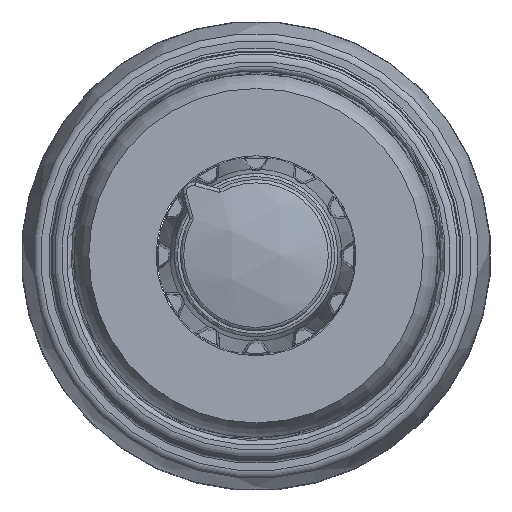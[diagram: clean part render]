
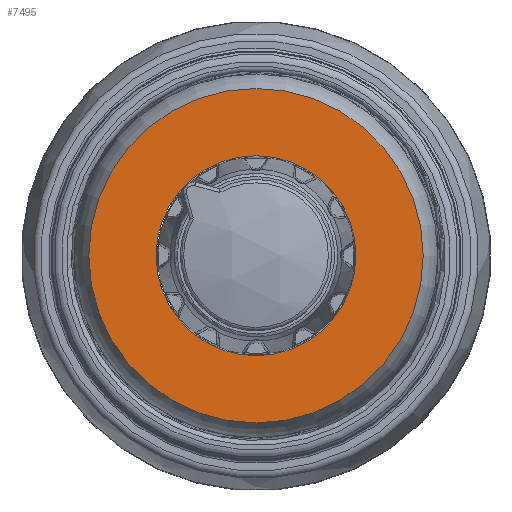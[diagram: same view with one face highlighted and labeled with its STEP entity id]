
A CAD part, top view. The second image highlights one B-rep face of the part: STEP entity #7495.
In plain terms, the highlighted planar face has unit normal (0, 0, 1).
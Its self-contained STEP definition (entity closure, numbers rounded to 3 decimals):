
#6769=PLANE('',#23481);
#7495=ADVANCED_FACE('',(#8698,#8699),#6769,.T.);
#8698=FACE_BOUND('',#8832,.T.);
#8699=FACE_BOUND('',#8833,.T.);
#8832=EDGE_LOOP('',(#10103));
#8833=EDGE_LOOP('',(#10104));
#10103=ORIENTED_EDGE('',*,*,#19251,.F.);
#10104=ORIENTED_EDGE('',*,*,#19252,.T.);
#16786=VERTEX_POINT('',#30983);
#16787=VERTEX_POINT('',#30986);
#19251=EDGE_CURVE('',#16786,#16786,#22862,.T.);
#19252=EDGE_CURVE('',#16787,#16787,#22863,.T.);
#22862=CIRCLE('',#23478,10.5);
#22863=CIRCLE('',#23480,6.275);
#23478=AXIS2_PLACEMENT_3D('',#30982,#25285,#25286);
#23480=AXIS2_PLACEMENT_3D('',#30985,#25289,#25290);
#23481=AXIS2_PLACEMENT_3D('',#30987,#25291,#25292);
#25285=DIRECTION('',(0.,0.,-1.));
#25286=DIRECTION('',(0.,-1.,0.));
#25289=DIRECTION('',(0.,0.,-1.));
#25290=DIRECTION('',(0.,-1.,0.));
#25291=DIRECTION('',(0.,0.,1.));
#25292=DIRECTION('',(1.,0.,0.));
#30982=CARTESIAN_POINT('',(0.,0.,12.15));
#30983=CARTESIAN_POINT('',(0.,-10.5,12.15));
#30985=CARTESIAN_POINT('',(0.,0.,12.15));
#30986=CARTESIAN_POINT('',(0.,-6.275,12.15));
#30987=CARTESIAN_POINT('',(0.,-8.388,12.15));
